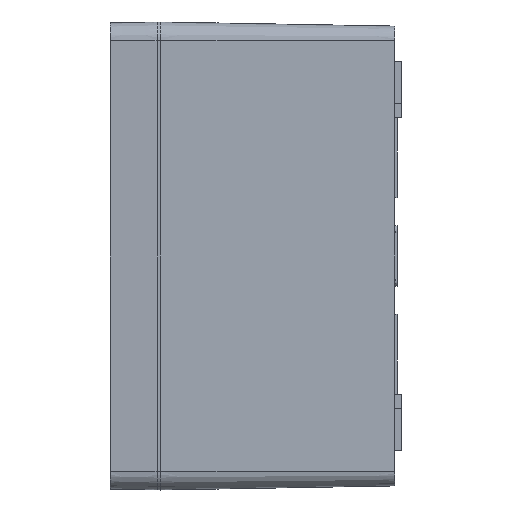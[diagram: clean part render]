
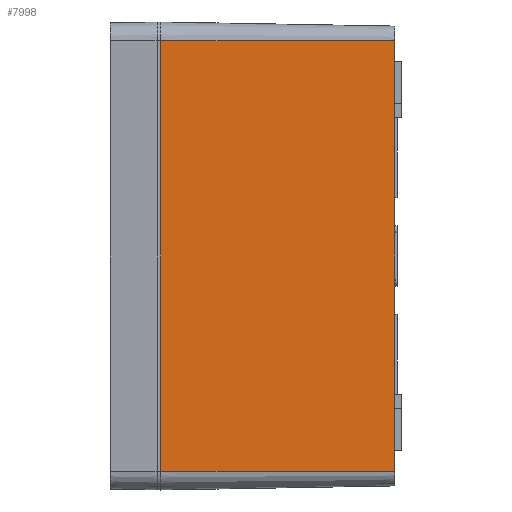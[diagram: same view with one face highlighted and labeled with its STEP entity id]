
A CAD part, left-side view. The second image highlights one B-rep face of the part: STEP entity #7998.
In plain terms, the highlighted planar face has unit normal (-1, -0.018, 0).
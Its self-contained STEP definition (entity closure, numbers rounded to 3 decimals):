
#931=LINE('',#12286,#1755);
#1081=LINE('',#13097,#1905);
#1082=LINE('',#13099,#1906);
#1083=LINE('',#13100,#1907);
#1755=VECTOR('',#9364,10.);
#1905=VECTOR('',#9578,4.);
#1906=VECTOR('',#9579,10.);
#1907=VECTOR('',#9580,10.);
#2796=FACE_OUTER_BOUND('',#3259,.T.);
#3259=EDGE_LOOP('',(#6810,#6811,#6812,#6813));
#3871=VERTEX_POINT('',#12284);
#3872=VERTEX_POINT('',#12285);
#4050=VERTEX_POINT('',#13096);
#4051=VERTEX_POINT('',#13098);
#4802=EDGE_CURVE('',#3871,#3872,#931,.T.);
#5018=EDGE_CURVE('',#4050,#3871,#1081,.T.);
#5019=EDGE_CURVE('',#4051,#4050,#1082,.T.);
#5020=EDGE_CURVE('',#4051,#3872,#1083,.T.);
#6810=ORIENTED_EDGE('',*,*,#4802,.F.);
#6811=ORIENTED_EDGE('',*,*,#5018,.F.);
#6812=ORIENTED_EDGE('',*,*,#5019,.F.);
#6813=ORIENTED_EDGE('',*,*,#5020,.T.);
#7623=PLANE('',#8384);
#7998=ADVANCED_FACE('',(#2796),#7623,.T.);
#8384=AXIS2_PLACEMENT_3D('',#13095,#9576,#9577);
#9364=DIRECTION('',(0.,0.,-1.));
#9576=DIRECTION('center_axis',(-1.,-0.017,0.));
#9577=DIRECTION('ref_axis',(0.,0.,-1.));
#9578=DIRECTION('',(0.017,-1.,0.));
#9579=DIRECTION('',(0.,0.,1.));
#9580=DIRECTION('',(0.017,-1.,0.));
#12284=CARTESIAN_POINT('',(-49.127,-50.,46.));
#12285=CARTESIAN_POINT('',(-49.127,-50.,-46.));
#12286=CARTESIAN_POINT('',(-49.127,-50.,-23.));
#13095=CARTESIAN_POINT('Origin',(-50.,0.,-46.));
#13096=CARTESIAN_POINT('',(-50.,0.,46.));
#13097=CARTESIAN_POINT('',(-50.,0.,46.));
#13098=CARTESIAN_POINT('',(-50.,0.,-46.));
#13099=CARTESIAN_POINT('',(-50.,0.,-23.));
#13100=CARTESIAN_POINT('',(-50.,0.,-46.));
